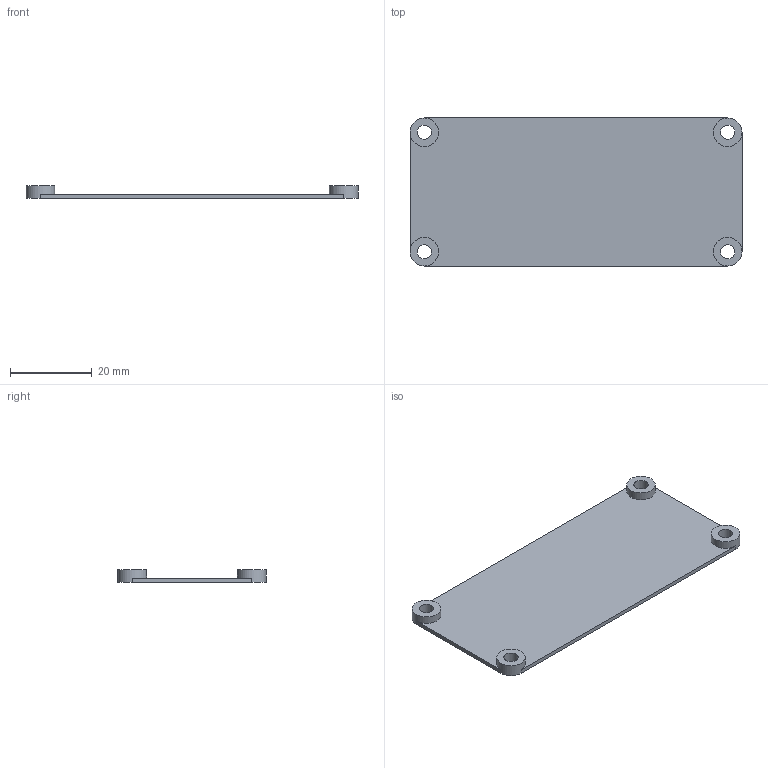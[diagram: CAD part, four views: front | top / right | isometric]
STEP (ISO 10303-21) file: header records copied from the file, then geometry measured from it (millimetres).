
FILE_DESCRIPTION(('STEP AP242'), '1');
FILE_NAME('Insulator', '', ('UNSPECIFIED'), ('UNSPECIFIED'), 'C3D Converter', 'C3D Toolkit', '');
FILE_SCHEMA(('AP242_MANAGED_MODEL_BASED_3D_ENGINEERING_MIM_LF { 1 0 10303 442 1 1 4 }'));
Length unit declared in the file: millimetre
Bounding box: 81.17 x 36.21 x 3 mm (x, y, z)
Volume: 3121.1 mm3; surface area: 6317 mm2
Topology: 1 solids, 1 shells, 18 faces, 46 edges, 30 vertices
Faces by surface type: plane 10, cylinder 8
Full cylindrical faces by diameter (mm): 3.5 x4, 7 x4
Entity records: 711 total; most frequent: DIRECTION 98, CARTESIAN_POINT 87, ORIENTED_EDGE 76, AXIS2_PLACEMENT_3D 41, EDGE_CURVE 38, EDGE_LOOP 34, VERTEX_POINT 30, FACE_BOUND 22
